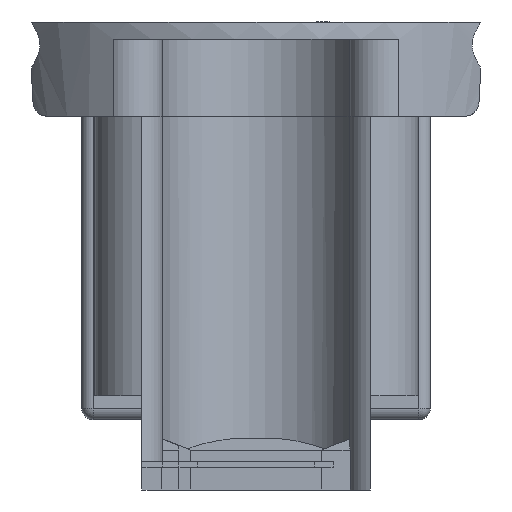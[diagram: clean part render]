
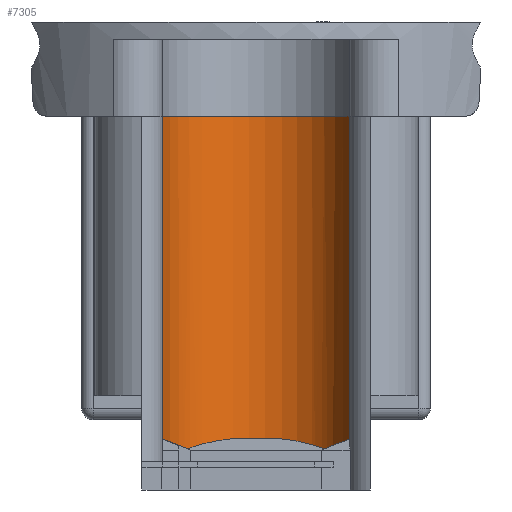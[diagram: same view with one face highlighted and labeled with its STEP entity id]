
A CAD part, left-side view. The second image highlights one B-rep face of the part: STEP entity #7305.
In plain terms, the highlighted cylindrical face has radius 8.5 mm (diameter 17 mm), a partial arc.
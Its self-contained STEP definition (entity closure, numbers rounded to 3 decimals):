
#52=FACE_BOUND('',#1393,.T.);
#53=FACE_BOUND('',#1394,.T.);
#662=CYLINDRICAL_SURFACE('',#7804,8.5);
#966=FACE_OUTER_BOUND('',#1392,.T.);
#1392=EDGE_LOOP('',(#5361,#5362,#5363,#5364,#5365,#5366,#5367,#5368));
#1393=EDGE_LOOP('',(#5369,#5370,#5371,#5372));
#1394=EDGE_LOOP('',(#5373,#5374,#5375,#5376));
#1863=LINE('',#10407,#2451);
#1867=LINE('',#10416,#2455);
#1871=LINE('',#10425,#2459);
#1882=LINE('',#10457,#2470);
#1884=LINE('',#10460,#2472);
#1887=LINE('',#10468,#2475);
#1888=LINE('',#10472,#2476);
#1889=LINE('',#10473,#2477);
#2451=VECTOR('',#8610,10.);
#2455=VECTOR('',#8616,10.);
#2459=VECTOR('',#8622,10.);
#2470=VECTOR('',#8655,10.);
#2472=VECTOR('',#8659,10.);
#2475=VECTOR('',#8668,10.);
#2476=VECTOR('',#8673,10.);
#2477=VECTOR('',#8674,10.);
#2950=CIRCLE('',#7783,8.5);
#2953=CIRCLE('',#7790,8.5);
#2954=CIRCLE('',#7792,8.5);
#2955=CIRCLE('',#7794,8.5);
#2956=CIRCLE('',#7796,8.5);
#2957=CIRCLE('',#7798,8.5);
#2958=CIRCLE('',#7802,8.5);
#2959=CIRCLE('',#7805,8.5);
#3168=VERTEX_POINT('',#10393);
#3169=VERTEX_POINT('',#10395);
#3173=VERTEX_POINT('',#10405);
#3174=VERTEX_POINT('',#10406);
#3177=VERTEX_POINT('',#10414);
#3178=VERTEX_POINT('',#10415);
#3181=VERTEX_POINT('',#10423);
#3182=VERTEX_POINT('',#10424);
#3185=VERTEX_POINT('',#10432);
#3187=VERTEX_POINT('',#10438);
#3188=VERTEX_POINT('',#10442);
#3189=VERTEX_POINT('',#10446);
#3191=VERTEX_POINT('',#10452);
#3192=VERTEX_POINT('',#10456);
#3194=VERTEX_POINT('',#10466);
#3195=VERTEX_POINT('',#10470);
#3983=EDGE_CURVE('',#3169,#3168,#2950,.T.);
#3988=EDGE_CURVE('',#3173,#3174,#1863,.T.);
#3992=EDGE_CURVE('',#3177,#3178,#1867,.T.);
#3996=EDGE_CURVE('',#3181,#3182,#1871,.T.);
#4000=EDGE_CURVE('',#3185,#3181,#2953,.T.);
#4003=EDGE_CURVE('',#3187,#3177,#2954,.T.);
#4005=EDGE_CURVE('',#3178,#3188,#2955,.T.);
#4007=EDGE_CURVE('',#3182,#3189,#2956,.T.);
#4010=EDGE_CURVE('',#3174,#3191,#2957,.T.);
#4012=EDGE_CURVE('',#3191,#3192,#1882,.T.);
#4014=EDGE_CURVE('',#3188,#3187,#1884,.T.);
#4015=EDGE_CURVE('',#3192,#3173,#2958,.T.);
#4018=EDGE_CURVE('',#3189,#3194,#1887,.T.);
#4019=EDGE_CURVE('',#3195,#3194,#2959,.T.);
#4020=EDGE_CURVE('',#3169,#3195,#1888,.T.);
#4021=EDGE_CURVE('',#3168,#3185,#1889,.T.);
#5361=ORIENTED_EDGE('',*,*,#4000,.T.);
#5362=ORIENTED_EDGE('',*,*,#3996,.T.);
#5363=ORIENTED_EDGE('',*,*,#4007,.T.);
#5364=ORIENTED_EDGE('',*,*,#4018,.T.);
#5365=ORIENTED_EDGE('',*,*,#4019,.F.);
#5366=ORIENTED_EDGE('',*,*,#4020,.F.);
#5367=ORIENTED_EDGE('',*,*,#3983,.T.);
#5368=ORIENTED_EDGE('',*,*,#4021,.T.);
#5369=ORIENTED_EDGE('',*,*,#4014,.T.);
#5370=ORIENTED_EDGE('',*,*,#4003,.T.);
#5371=ORIENTED_EDGE('',*,*,#3992,.T.);
#5372=ORIENTED_EDGE('',*,*,#4005,.T.);
#5373=ORIENTED_EDGE('',*,*,#4012,.T.);
#5374=ORIENTED_EDGE('',*,*,#4015,.T.);
#5375=ORIENTED_EDGE('',*,*,#3988,.T.);
#5376=ORIENTED_EDGE('',*,*,#4010,.T.);
#7305=ADVANCED_FACE('',(#966,#52,#53),#662,.F.);
#7783=AXIS2_PLACEMENT_3D('',#10396,#8600,#8601);
#7790=AXIS2_PLACEMENT_3D('',#10433,#8628,#8629);
#7792=AXIS2_PLACEMENT_3D('',#10439,#8634,#8635);
#7794=AXIS2_PLACEMENT_3D('',#10443,#8639,#8640);
#7796=AXIS2_PLACEMENT_3D('',#10447,#8644,#8645);
#7798=AXIS2_PLACEMENT_3D('',#10453,#8650,#8651);
#7802=AXIS2_PLACEMENT_3D('',#10462,#8662,#8663);
#7804=AXIS2_PLACEMENT_3D('',#10469,#8669,#8670);
#7805=AXIS2_PLACEMENT_3D('',#10471,#8671,#8672);
#8600=DIRECTION('center_axis',(0.,0.,1.));
#8601=DIRECTION('ref_axis',(-0.233,-0.972,0.));
#8610=DIRECTION('',(0.,0.,-1.));
#8616=DIRECTION('',(0.,0.,-1.));
#8622=DIRECTION('',(0.,0.,-1.));
#8628=DIRECTION('center_axis',(0.,0.,-1.));
#8629=DIRECTION('ref_axis',(-0.233,-0.972,0.));
#8634=DIRECTION('center_axis',(0.,0.,-1.));
#8635=DIRECTION('ref_axis',(-0.233,-0.972,0.));
#8639=DIRECTION('center_axis',(0.,0.,1.));
#8640=DIRECTION('ref_axis',(-0.233,-0.972,0.));
#8644=DIRECTION('center_axis',(0.,0.,1.));
#8645=DIRECTION('ref_axis',(-0.233,-0.972,0.));
#8650=DIRECTION('center_axis',(0.,0.,1.));
#8651=DIRECTION('ref_axis',(-0.233,-0.972,0.));
#8655=DIRECTION('',(0.,0.,1.));
#8659=DIRECTION('',(0.,0.,1.));
#8662=DIRECTION('center_axis',(0.,0.,-1.));
#8663=DIRECTION('ref_axis',(-0.233,-0.972,0.));
#8668=DIRECTION('',(0.,0.,-1.));
#8669=DIRECTION('center_axis',(0.,0.,-1.));
#8670=DIRECTION('ref_axis',(1.,-0.012,0.));
#8671=DIRECTION('center_axis',(0.,0.,1.));
#8672=DIRECTION('ref_axis',(-0.233,-0.972,0.));
#8673=DIRECTION('',(0.,0.,-1.));
#8674=DIRECTION('',(0.,0.,-1.));
#10393=CARTESIAN_POINT('',(-16.101,8.308,-8.25));
#10395=CARTESIAN_POINT('',(-16.295,-8.268,-8.25));
#10396=CARTESIAN_POINT('Origin',(-14.314,-0.002,
-8.25));
#10405=CARTESIAN_POINT('',(-9.148,-6.752,-38.5));
#10406=CARTESIAN_POINT('',(-9.148,-6.752,-39.));
#10407=CARTESIAN_POINT('',(-9.148,-6.752,-8.25));
#10414=CARTESIAN_POINT('',(-7.564,5.164,-38.5));
#10415=CARTESIAN_POINT('',(-7.564,5.164,-39.));
#10416=CARTESIAN_POINT('',(-7.564,5.164,-8.25));
#10423=CARTESIAN_POINT('',(-12.101,8.205,-38.5));
#10424=CARTESIAN_POINT('',(-12.101,8.205,-39.));
#10425=CARTESIAN_POINT('',(-12.101,8.205,-8.25));
#10432=CARTESIAN_POINT('',(-16.101,8.308,-38.5));
#10433=CARTESIAN_POINT('Origin',(-14.314,-0.002,
-38.5));
#10438=CARTESIAN_POINT('',(-9.148,6.748,-38.5));
#10439=CARTESIAN_POINT('Origin',(-14.314,-0.002,
-38.5));
#10442=CARTESIAN_POINT('',(-9.148,6.748,-39.));
#10443=CARTESIAN_POINT('Origin',(-14.314,-0.002,
-39.));
#10446=CARTESIAN_POINT('',(-16.101,8.308,-39.));
#10447=CARTESIAN_POINT('Origin',(-14.314,-0.002,
-39.));
#10452=CARTESIAN_POINT('',(-7.564,-5.168,-39.));
#10453=CARTESIAN_POINT('Origin',(-14.314,-0.002,
-39.));
#10456=CARTESIAN_POINT('',(-7.564,-5.168,-38.5));
#10457=CARTESIAN_POINT('',(-7.564,-5.168,-8.25));
#10460=CARTESIAN_POINT('',(-9.148,6.748,-8.25));
#10462=CARTESIAN_POINT('Origin',(-14.314,-0.002,
-38.5));
#10466=CARTESIAN_POINT('',(-16.101,8.308,-41.));
#10468=CARTESIAN_POINT('',(-16.101,8.308,-8.25));
#10469=CARTESIAN_POINT('Origin',(-14.314,-0.002,
-8.25));
#10470=CARTESIAN_POINT('',(-16.295,-8.268,-41.));
#10471=CARTESIAN_POINT('Origin',(-14.314,-0.002,
-41.));
#10472=CARTESIAN_POINT('',(-16.295,-8.268,-8.25));
#10473=CARTESIAN_POINT('',(-16.101,8.308,-8.25));
